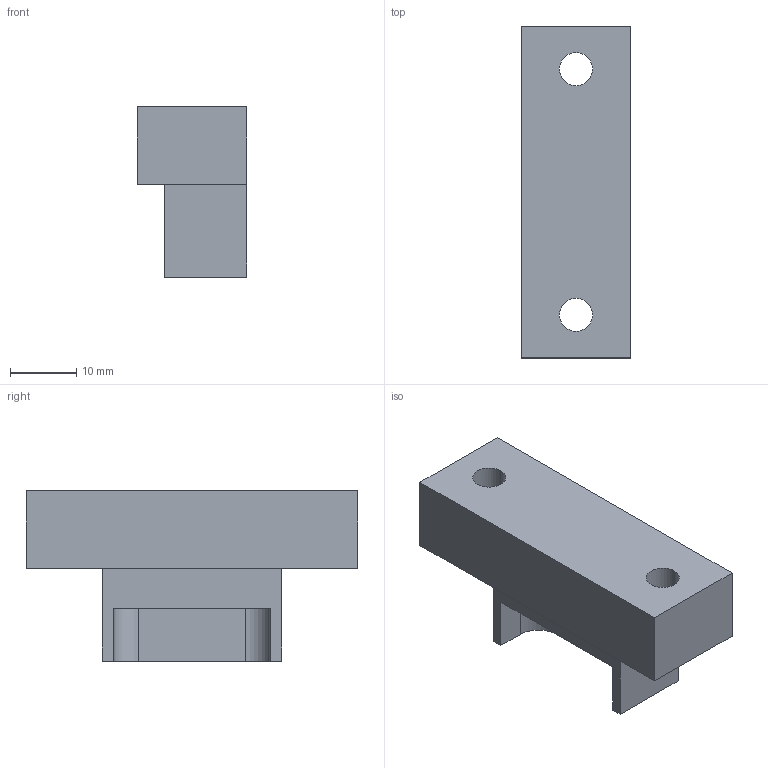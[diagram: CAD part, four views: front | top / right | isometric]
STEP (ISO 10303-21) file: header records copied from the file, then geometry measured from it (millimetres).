
FILE_DESCRIPTION (( 'STEP AP203' ), '1' );
FILE_NAME ('New Motor Block 1.STEP', '2023-07-11T10:47:04', ( '' ), ( '' ), 'SwSTEP 2.0', 'SolidWorks 2023', '' );
FILE_SCHEMA (( 'CONFIG_CONTROL_DESIGN' ));
Length unit declared in the file: millimetre
Products named in the file (1): New Motor Block 1
Bounding box: 16.5 x 50 x 25.66 mm (x, y, z)
Volume: 11764 mm3; surface area: 4953.2 mm2
Topology: 1 solids, 1 shells, 36 faces, 86 edges, 56 vertices
Faces by surface type: plane 18, cylinder 14, cone 4
Entity records: 1135 total; most frequent: DIRECTION 192, CARTESIAN_POINT 179, ORIENTED_EDGE 172, EDGE_CURVE 86, AXIS2_PLACEMENT_3D 69, VERTEX_POINT 56, LINE 54, VECTOR 54
